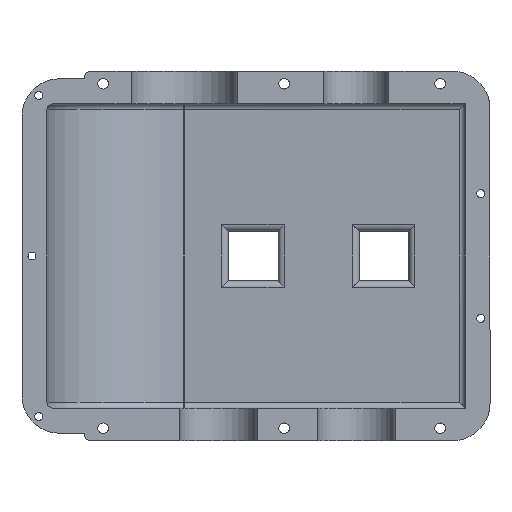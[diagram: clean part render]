
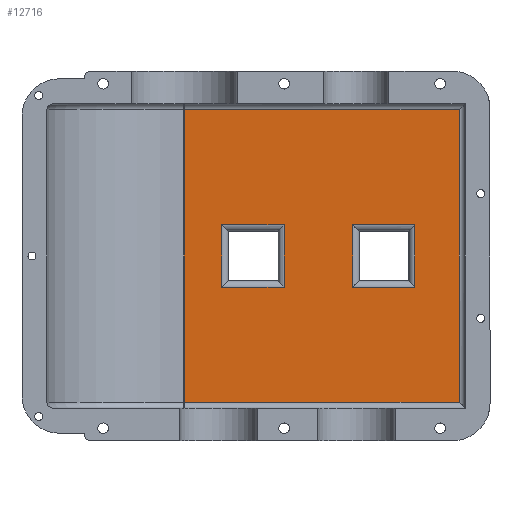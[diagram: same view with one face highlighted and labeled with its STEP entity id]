
A CAD part, front view. The second image highlights one B-rep face of the part: STEP entity #12716.
In plain terms, the highlighted planar face has unit normal (-0.065, -0.998, 0).
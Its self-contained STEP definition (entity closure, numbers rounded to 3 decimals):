
#52 = CARTESIAN_POINT ( 'NONE',  ( -95.124, 101.193, 127. ) ) ;
#137 = VERTEX_POINT ( 'NONE', #6153 ) ;
#308 = VERTEX_POINT ( 'NONE', #7897 ) ;
#380 = VECTOR ( 'NONE', #14846, 1000. ) ;
#385 = VECTOR ( 'NONE', #823, 1000. ) ;
#389 = DIRECTION ( 'NONE',  ( 0., 0., 1. ) ) ;
#587 = EDGE_CURVE ( 'NONE', #16794, #1519, #4725, .T. ) ;
#822 = VERTEX_POINT ( 'NONE', #14603 ) ;
#823 = DIRECTION ( 'NONE',  ( 0., 0., 1. ) ) ;
#1029 = VECTOR ( 'NONE', #7694, 1000. ) ;
#1210 = EDGE_CURVE ( 'NONE', #10002, #3674, #2078, .T. ) ;
#1244 = CARTESIAN_POINT ( 'NONE',  ( -230.325, 110.011, -25. ) ) ;
#1353 = EDGE_CURVE ( 'NONE', #3229, #137, #9744, .T. ) ;
#1512 = CARTESIAN_POINT ( 'NONE',  ( -199.901, 108.026, -25. ) ) ;
#1519 = VERTEX_POINT ( 'NONE', #9069 ) ;
#1564 = LINE ( 'NONE', #3325, #5544 ) ;
#1962 = VECTOR ( 'NONE', #13739, 1000. ) ;
#2078 = LINE ( 'NONE', #17876, #380 ) ;
#2223 = VERTEX_POINT ( 'NONE', #16721 ) ;
#2431 = DIRECTION ( 'NONE',  ( 0., 0., 1. ) ) ;
#2450 = CARTESIAN_POINT ( 'NONE',  ( -230.325, 110.011, 25. ) ) ;
#2769 = DIRECTION ( 'NONE',  ( -0.998, 0.065, 0. ) ) ;
#2800 = DIRECTION ( 'NONE',  ( -0.998, 0.065, 0. ) ) ;
#2833 = DIRECTION ( 'NONE',  ( -0.998, 0.065, 0. ) ) ;
#2945 = EDGE_CURVE ( 'NONE', #13149, #822, #14727, .T. ) ;
#3041 = VECTOR ( 'NONE', #2800, 1000. ) ;
#3229 = VERTEX_POINT ( 'NONE', #15967 ) ;
#3325 = CARTESIAN_POINT ( 'NONE',  ( -230.325, 110.011, 25. ) ) ;
#3674 = VERTEX_POINT ( 'NONE', #15946 ) ;
#3742 = EDGE_CURVE ( 'NONE', #17086, #3229, #16308, .T. ) ;
#4037 = ORIENTED_EDGE ( 'NONE', *, *, #6695, .T. ) ;
#4075 = EDGE_LOOP ( 'NONE', ( #8193, #6132, #16082, #13724 ) ) ;
#4725 = LINE ( 'NONE', #10540, #16920 ) ;
#5126 = FACE_BOUND ( 'NONE', #4075, .T. ) ;
#5544 = VECTOR ( 'NONE', #15795, 1000. ) ;
#5604 = DIRECTION ( 'NONE',  ( 0., 0., -1. ) ) ;
#5616 = VECTOR ( 'NONE', #2431, 1000. ) ;
#5699 = VERTEX_POINT ( 'NONE', #12363 ) ;
#6132 = ORIENTED_EDGE ( 'NONE', *, *, #1353, .T. ) ;
#6153 = CARTESIAN_POINT ( 'NONE',  ( -95.124, 101.193, -25. ) ) ;
#6161 = VECTOR ( 'NONE', #10552, 1000. ) ;
#6178 = LINE ( 'NONE', #2450, #1962 ) ;
#6317 = CARTESIAN_POINT ( 'NONE',  ( -230.325, 110.011, -117. ) ) ;
#6615 = EDGE_LOOP ( 'NONE', ( #17333, #17984, #16974, #14841 ) ) ;
#6695 = EDGE_CURVE ( 'NONE', #3674, #308, #17739, .T. ) ;
#6983 = VECTOR ( 'NONE', #5604, 1000. ) ;
#6985 = CARTESIAN_POINT ( 'NONE',  ( -45.23, 97.939, 127. ) ) ;
#7235 = LINE ( 'NONE', #8873, #385 ) ;
#7327 = EDGE_CURVE ( 'NONE', #137, #2223, #17951, .T. ) ;
#7646 = CARTESIAN_POINT ( 'NONE',  ( -229.993, 109.989, 117. ) ) ;
#7694 = DIRECTION ( 'NONE',  ( 0., 0., -1. ) ) ;
#7897 = CARTESIAN_POINT ( 'NONE',  ( -9.675, 95.62, -117. ) ) ;
#7981 = CARTESIAN_POINT ( 'NONE',  ( -230.325, 110.011, 127. ) ) ;
#8193 = ORIENTED_EDGE ( 'NONE', *, *, #3742, .T. ) ;
#8270 = EDGE_CURVE ( 'NONE', #5699, #10002, #16708, .T. ) ;
#8873 = CARTESIAN_POINT ( 'NONE',  ( -9.675, 95.62, 122. ) ) ;
#9069 = CARTESIAN_POINT ( 'NONE',  ( -199.901, 108.026, 25. ) ) ;
#9651 = EDGE_CURVE ( 'NONE', #308, #5699, #7235, .T. ) ;
#9744 = LINE ( 'NONE', #1244, #18103 ) ;
#10002 = VERTEX_POINT ( 'NONE', #7646 ) ;
#10382 = ORIENTED_EDGE ( 'NONE', *, *, #8270, .T. ) ;
#10540 = CARTESIAN_POINT ( 'NONE',  ( -199.901, 108.026, 127. ) ) ;
#10552 = DIRECTION ( 'NONE',  ( 0.998, -0.065, 0. ) ) ;
#10651 = VECTOR ( 'NONE', #2769, 1000. ) ;
#10690 = EDGE_CURVE ( 'NONE', #822, #16794, #16925, .T. ) ;
#10745 = PLANE ( 'NONE',  #16079 ) ;
#10810 = CARTESIAN_POINT ( 'NONE',  ( -150.007, 104.772, 25. ) ) ;
#10835 = FACE_OUTER_BOUND ( 'NONE', #11914, .T. ) ;
#11914 = EDGE_LOOP ( 'NONE', ( #15140, #4037, #14801, #10382 ) ) ;
#12036 = FACE_BOUND ( 'NONE', #6615, .T. ) ;
#12363 = CARTESIAN_POINT ( 'NONE',  ( -9.675, 95.62, 117. ) ) ;
#12394 = CARTESIAN_POINT ( 'NONE',  ( -45.23, 97.939, 25. ) ) ;
#12716 = ADVANCED_FACE ( 'NONE', ( #5126, #12036, #10835 ), #10745, .T. ) ;
#12863 = CARTESIAN_POINT ( 'NONE',  ( -230.325, 110.011, -25. ) ) ;
#13149 = VERTEX_POINT ( 'NONE', #10810 ) ;
#13320 = CARTESIAN_POINT ( 'NONE',  ( -150.007, 104.772, 127. ) ) ;
#13724 = ORIENTED_EDGE ( 'NONE', *, *, #14001, .T. ) ;
#13739 = DIRECTION ( 'NONE',  ( 0.998, -0.065, 0. ) ) ;
#13940 = CARTESIAN_POINT ( 'NONE',  ( -230.161, 110., 117. ) ) ;
#14001 = EDGE_CURVE ( 'NONE', #2223, #17086, #6178, .T. ) ;
#14545 = EDGE_CURVE ( 'NONE', #1519, #13149, #1564, .T. ) ;
#14603 = CARTESIAN_POINT ( 'NONE',  ( -150.007, 104.772, -25. ) ) ;
#14727 = LINE ( 'NONE', #13320, #1029 ) ;
#14801 = ORIENTED_EDGE ( 'NONE', *, *, #9651, .T. ) ;
#14841 = ORIENTED_EDGE ( 'NONE', *, *, #14545, .T. ) ;
#14846 = DIRECTION ( 'NONE',  ( 0., 0., -1. ) ) ;
#15140 = ORIENTED_EDGE ( 'NONE', *, *, #1210, .T. ) ;
#15795 = DIRECTION ( 'NONE',  ( 0.998, -0.065, 0. ) ) ;
#15946 = CARTESIAN_POINT ( 'NONE',  ( -229.993, 109.989, -117. ) ) ;
#15967 = CARTESIAN_POINT ( 'NONE',  ( -45.23, 97.939, -25. ) ) ;
#16079 = AXIS2_PLACEMENT_3D ( 'NONE', #7981, #17853, #17666 ) ;
#16082 = ORIENTED_EDGE ( 'NONE', *, *, #7327, .T. ) ;
#16308 = LINE ( 'NONE', #6985, #6983 ) ;
#16708 = LINE ( 'NONE', #13940, #10651 ) ;
#16721 = CARTESIAN_POINT ( 'NONE',  ( -95.124, 101.193, 25. ) ) ;
#16794 = VERTEX_POINT ( 'NONE', #1512 ) ;
#16920 = VECTOR ( 'NONE', #389, 1000. ) ;
#16925 = LINE ( 'NONE', #12863, #3041 ) ;
#16974 = ORIENTED_EDGE ( 'NONE', *, *, #587, .T. ) ;
#17086 = VERTEX_POINT ( 'NONE', #12394 ) ;
#17333 = ORIENTED_EDGE ( 'NONE', *, *, #2945, .T. ) ;
#17666 = DIRECTION ( 'NONE',  ( 0.998, -0.065, 0. ) ) ;
#17739 = LINE ( 'NONE', #6317, #6161 ) ;
#17853 = DIRECTION ( 'NONE',  ( -0.065, -0.998, 0. ) ) ;
#17876 = CARTESIAN_POINT ( 'NONE',  ( -229.993, 109.989, -122. ) ) ;
#17951 = LINE ( 'NONE', #52, #5616 ) ;
#17984 = ORIENTED_EDGE ( 'NONE', *, *, #10690, .T. ) ;
#18103 = VECTOR ( 'NONE', #2833, 1000. ) ;
